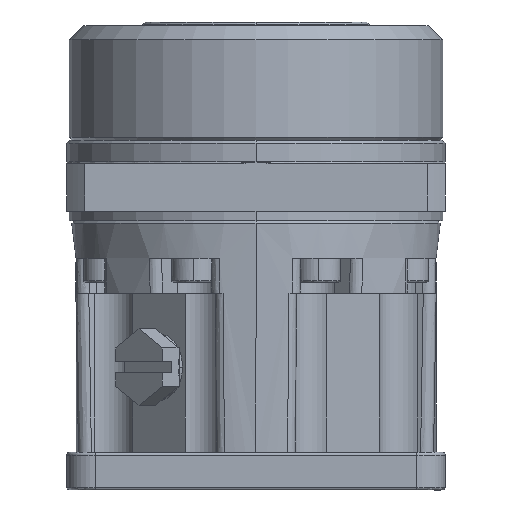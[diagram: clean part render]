
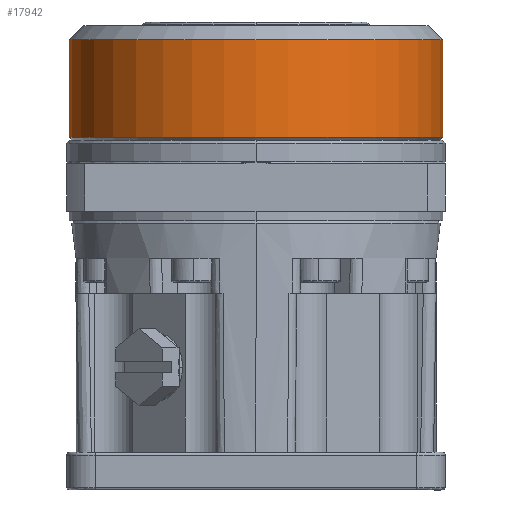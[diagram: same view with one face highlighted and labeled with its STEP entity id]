
A CAD part, left-side view. The second image highlights one B-rep face of the part: STEP entity #17942.
In plain terms, the highlighted cylindrical face has radius 19.75 mm (diameter 39.5 mm), a partial arc.
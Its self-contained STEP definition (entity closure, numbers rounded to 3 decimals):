
#176 = DIRECTION ( 'NONE',  ( 0., -1., 0. ) ) ;
#735 = CIRCLE ( 'NONE', #14778, 19.75 ) ;
#761 = CARTESIAN_POINT ( 'NONE',  ( 0., 0., 19.1 ) ) ;
#2415 = CARTESIAN_POINT ( 'NONE',  ( 0., -19.75, 8.8 ) ) ;
#2787 = DIRECTION ( 'NONE',  ( 0., 1., 0. ) ) ;
#3460 = CARTESIAN_POINT ( 'NONE',  ( 0., 19.75, 19.1 ) ) ;
#3958 = LINE ( 'NONE', #10201, #8637 ) ;
#4196 = EDGE_LOOP ( 'NONE', ( #4539, #25941, #26129, #25517 ) ) ;
#4511 = CIRCLE ( 'NONE', #5971, 19.75 ) ;
#4539 = ORIENTED_EDGE ( 'NONE', *, *, #18000, .F. ) ;
#5319 = CARTESIAN_POINT ( 'NONE',  ( 0., 19.75, 8.8 ) ) ;
#5971 = AXIS2_PLACEMENT_3D ( 'NONE', #24327, #12155, #176 ) ;
#6096 = DIRECTION ( 'NONE',  ( 0., 0., -1. ) ) ;
#6992 = VECTOR ( 'NONE', #24613, 1000. ) ;
#7628 = LINE ( 'NONE', #20762, #6992 ) ;
#8637 = VECTOR ( 'NONE', #24392, 1000. ) ;
#9953 = CARTESIAN_POINT ( 'NONE',  ( 0., 0., 0. ) ) ;
#10201 = CARTESIAN_POINT ( 'NONE',  ( 0., -19.75, 0. ) ) ;
#12155 = DIRECTION ( 'NONE',  ( 0., 0., -1. ) ) ;
#12175 = CARTESIAN_POINT ( 'NONE',  ( 0., -19.75, 19.1 ) ) ;
#14187 = DIRECTION ( 'NONE',  ( 0., 1., 0. ) ) ;
#14778 = AXIS2_PLACEMENT_3D ( 'NONE', #761, #14812, #2787 ) ;
#14812 = DIRECTION ( 'NONE',  ( 0., 0., -1. ) ) ;
#15586 = VERTEX_POINT ( 'NONE', #2415 ) ;
#16197 = VERTEX_POINT ( 'NONE', #5319 ) ;
#17392 = VERTEX_POINT ( 'NONE', #12175 ) ;
#17942 = ADVANCED_FACE ( 'NONE', ( #22000 ), #24792, .T. ) ;
#18000 = EDGE_CURVE ( 'NONE', #17392, #15586, #3958, .T. ) ;
#18690 = EDGE_CURVE ( 'NONE', #15586, #16197, #4511, .T. ) ;
#19298 = EDGE_CURVE ( 'NONE', #17392, #23241, #735, .T. ) ;
#20762 = CARTESIAN_POINT ( 'NONE',  ( 0., 19.75, 0. ) ) ;
#22000 = FACE_OUTER_BOUND ( 'NONE', #4196, .T. ) ;
#23241 = VERTEX_POINT ( 'NONE', #3460 ) ;
#23428 = AXIS2_PLACEMENT_3D ( 'NONE', #9953, #6096, #14187 ) ;
#24327 = CARTESIAN_POINT ( 'NONE',  ( 0., 0., 8.8 ) ) ;
#24392 = DIRECTION ( 'NONE',  ( 0., 0., -1. ) ) ;
#24613 = DIRECTION ( 'NONE',  ( 0., 0., -1. ) ) ;
#24792 = CYLINDRICAL_SURFACE ( 'NONE', #23428, 19.75 ) ;
#25088 = EDGE_CURVE ( 'NONE', #23241, #16197, #7628, .T. ) ;
#25517 = ORIENTED_EDGE ( 'NONE', *, *, #18690, .F. ) ;
#25941 = ORIENTED_EDGE ( 'NONE', *, *, #19298, .T. ) ;
#26129 = ORIENTED_EDGE ( 'NONE', *, *, #25088, .T. ) ;
